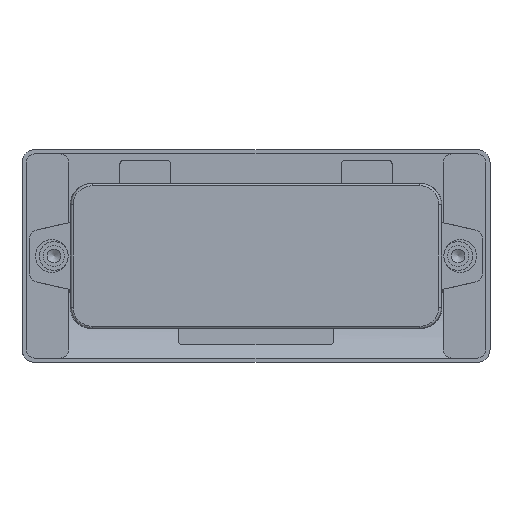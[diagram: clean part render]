
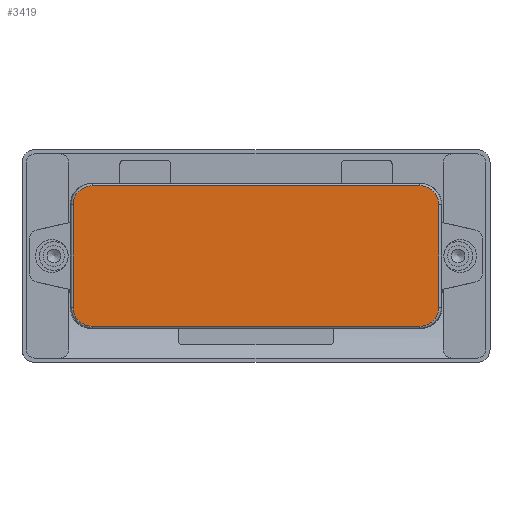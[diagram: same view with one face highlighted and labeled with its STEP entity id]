
A CAD part, front view. The second image highlights one B-rep face of the part: STEP entity #3419.
In plain terms, the highlighted planar face has unit normal (0, -1, 0).
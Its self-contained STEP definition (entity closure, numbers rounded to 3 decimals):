
#124=PLANE('',#3738);
#353=LINE('',#7445,#621);
#355=LINE('',#7496,#623);
#357=LINE('',#7547,#625);
#358=LINE('',#7594,#626);
#621=VECTOR('',#4540,24.);
#623=VECTOR('',#4548,77.014);
#625=VECTOR('',#4556,24.);
#626=VECTOR('',#4561,77.014);
#929=FACE_OUTER_BOUND('',#1151,.T.);
#1151=EDGE_LOOP('',(#3062,#3063,#3064,#3065,#3066,#3067,#3068,#3069));
#1384=B_SPLINE_CURVE_WITH_KNOTS('',3,(#7434,#7435,#7436,#7437,#7438,#7439),
 .UNSPECIFIED.,.F.,.F.,(4,1,1,4),(0.,0.303,0.505,
0.707),.UNSPECIFIED.);
#1386=B_SPLINE_CURVE_WITH_KNOTS('',3,(#7485,#7486,#7487,#7488,#7489,#7490),
 .UNSPECIFIED.,.F.,.F.,(4,1,1,4),(0.,0.303,
0.505,0.707),.UNSPECIFIED.);
#1388=B_SPLINE_CURVE_WITH_KNOTS('',3,(#7536,#7537,#7538,#7539,#7540,#7541),
 .UNSPECIFIED.,.F.,.F.,(4,1,1,4),(0.,0.202,
0.404,0.707),.UNSPECIFIED.);
#1390=B_SPLINE_CURVE_WITH_KNOTS('',3,(#7587,#7588,#7589,#7590,#7591,#7592),
 .UNSPECIFIED.,.F.,.F.,(4,1,1,4),(0.,0.202,
0.404,0.707),.UNSPECIFIED.);
#1668=VERTEX_POINT('',#7422);
#1671=VERTEX_POINT('',#7432);
#1672=VERTEX_POINT('',#7441);
#1674=VERTEX_POINT('',#7476);
#1676=VERTEX_POINT('',#7492);
#1678=VERTEX_POINT('',#7527);
#1680=VERTEX_POINT('',#7543);
#1682=VERTEX_POINT('',#7578);
#2129=EDGE_CURVE('',#1671,#1668,#1384,.T.);
#2132=EDGE_CURVE('',#1668,#1672,#353,.T.);
#2135=EDGE_CURVE('',#1672,#1674,#1386,.T.);
#2138=EDGE_CURVE('',#1674,#1676,#355,.T.);
#2141=EDGE_CURVE('',#1676,#1678,#1388,.T.);
#2144=EDGE_CURVE('',#1678,#1680,#357,.T.);
#2147=EDGE_CURVE('',#1680,#1682,#1390,.T.);
#2148=EDGE_CURVE('',#1682,#1671,#358,.T.);
#3062=ORIENTED_EDGE('',*,*,#2129,.F.);
#3063=ORIENTED_EDGE('',*,*,#2148,.F.);
#3064=ORIENTED_EDGE('',*,*,#2147,.F.);
#3065=ORIENTED_EDGE('',*,*,#2144,.F.);
#3066=ORIENTED_EDGE('',*,*,#2141,.F.);
#3067=ORIENTED_EDGE('',*,*,#2138,.F.);
#3068=ORIENTED_EDGE('',*,*,#2135,.F.);
#3069=ORIENTED_EDGE('',*,*,#2132,.F.);
#3419=ADVANCED_FACE('',(#929),#124,.F.);
#3738=AXIS2_PLACEMENT_3D('',#7625,#4579,#4580);
#4540=DIRECTION('',(0.,0.,-1.));
#4548=DIRECTION('',(-1.,0.,0.));
#4556=DIRECTION('',(0.,0.,1.));
#4561=DIRECTION('',(1.,0.,0.));
#4579=DIRECTION('center_axis',(0.,1.,0.));
#4580=DIRECTION('ref_axis',(0.,0.,1.));
#7422=CARTESIAN_POINT('',(43.007,-11.,12.));
#7432=CARTESIAN_POINT('',(38.507,-11.,16.5));
#7434=CARTESIAN_POINT('Ctrl Pts',(38.507,-11.,16.5));
#7435=CARTESIAN_POINT('Ctrl Pts',(39.517,-11.,16.5));
#7436=CARTESIAN_POINT('Ctrl Pts',(41.194,-11.,15.91));
#7437=CARTESIAN_POINT('Ctrl Pts',(42.699,-11.,14.017));
#7438=CARTESIAN_POINT('Ctrl Pts',(43.007,-11.,12.673));
#7439=CARTESIAN_POINT('Ctrl Pts',(43.007,-11.,12.));
#7441=CARTESIAN_POINT('',(43.007,-11.,-12.));
#7445=CARTESIAN_POINT('',(43.007,-11.,-6.));
#7476=CARTESIAN_POINT('',(38.507,-11.,-16.5));
#7485=CARTESIAN_POINT('Ctrl Pts',(43.007,-11.,-12.));
#7486=CARTESIAN_POINT('Ctrl Pts',(43.007,-11.,-13.01));
#7487=CARTESIAN_POINT('Ctrl Pts',(42.417,-11.,-14.687));
#7488=CARTESIAN_POINT('Ctrl Pts',(40.524,-11.,-16.192));
#7489=CARTESIAN_POINT('Ctrl Pts',(39.18,-11.,-16.5));
#7490=CARTESIAN_POINT('Ctrl Pts',(38.507,-11.,-16.5));
#7492=CARTESIAN_POINT('',(-38.507,-11.,-16.5));
#7496=CARTESIAN_POINT('',(0.,-11.,-16.5));
#7527=CARTESIAN_POINT('',(-43.007,-11.,-12.));
#7536=CARTESIAN_POINT('Ctrl Pts',(-38.507,-11.,-16.5));
#7537=CARTESIAN_POINT('Ctrl Pts',(-39.18,-11.,-16.5));
#7538=CARTESIAN_POINT('Ctrl Pts',(-40.524,-11.,-16.192));
#7539=CARTESIAN_POINT('Ctrl Pts',(-42.417,-11.,-14.686));
#7540=CARTESIAN_POINT('Ctrl Pts',(-43.007,-11.,-13.01));
#7541=CARTESIAN_POINT('Ctrl Pts',(-43.007,-11.,-12.));
#7543=CARTESIAN_POINT('',(-43.007,-11.,12.));
#7547=CARTESIAN_POINT('',(-43.007,-11.,6.));
#7578=CARTESIAN_POINT('',(-38.507,-11.,16.5));
#7587=CARTESIAN_POINT('Ctrl Pts',(-43.007,-11.,12.));
#7588=CARTESIAN_POINT('Ctrl Pts',(-43.007,-11.,12.673));
#7589=CARTESIAN_POINT('Ctrl Pts',(-42.699,-11.,14.017));
#7590=CARTESIAN_POINT('Ctrl Pts',(-41.194,-11.,15.91));
#7591=CARTESIAN_POINT('Ctrl Pts',(-39.517,-11.,16.5));
#7592=CARTESIAN_POINT('Ctrl Pts',(-38.507,-11.,16.5));
#7594=CARTESIAN_POINT('',(0.,-11.,16.5));
#7625=CARTESIAN_POINT('Origin',(0.,-11.,0.));
